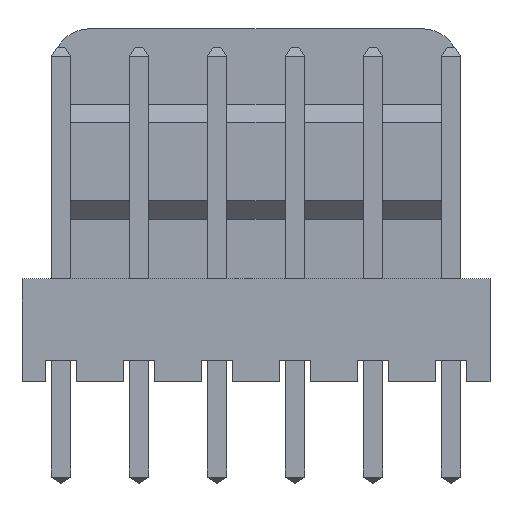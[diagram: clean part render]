
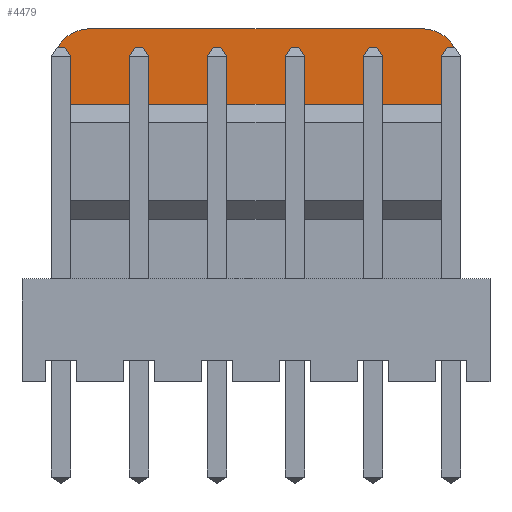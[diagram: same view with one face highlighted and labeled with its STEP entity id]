
A CAD part, top view. The second image highlights one B-rep face of the part: STEP entity #4479.
In plain terms, the highlighted planar face has unit normal (0, 0, 1).
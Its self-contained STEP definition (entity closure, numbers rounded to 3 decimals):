
#52 = VECTOR ( 'NONE', #5052, 1000. ) ;
#202 = LINE ( 'NONE', #1088, #52 ) ;
#316 = VECTOR ( 'NONE', #4813, 1000. ) ;
#689 = CARTESIAN_POINT ( 'NONE',  ( 6.62, 8.057, -1.902 ) ) ;
#790 = CARTESIAN_POINT ( 'NONE',  ( -5.42, 8.057, -1.902 ) ) ;
#791 = VERTEX_POINT ( 'NONE', #689 ) ;
#834 = FACE_OUTER_BOUND ( 'NONE', #2217, .T. ) ;
#1032 = DIRECTION ( 'NONE',  ( 0., 0., -1. ) ) ;
#1088 = CARTESIAN_POINT ( 'NONE',  ( 6.62, 9.257, -1.902 ) ) ;
#1292 = DIRECTION ( 'NONE',  ( -1., 0., 0. ) ) ;
#1310 = CARTESIAN_POINT ( 'NONE',  ( 0., 6.807, -1.902 ) ) ;
#1319 = CARTESIAN_POINT ( 'NONE',  ( 5.42, 9.257, -1.902 ) ) ;
#1390 = VERTEX_POINT ( 'NONE', #4320 ) ;
#1516 = CARTESIAN_POINT ( 'NONE',  ( -6.62, 8.057, -1.902 ) ) ;
#1735 = DIRECTION ( 'NONE',  ( 0., 0., -1. ) ) ;
#1891 = CARTESIAN_POINT ( 'NONE',  ( -6.62, 9.257, -1.902 ) ) ;
#1952 = EDGE_CURVE ( 'NONE', #5889, #791, #202, .T. ) ;
#2021 = PLANE ( 'NONE',  #4571 ) ;
#2099 = EDGE_CURVE ( 'NONE', #5469, #3513, #5425, .T. ) ;
#2176 = CARTESIAN_POINT ( 'NONE',  ( 0., 9.257, -1.902 ) ) ;
#2217 = EDGE_LOOP ( 'NONE', ( #2417, #2740, #6322, #2759, #5332, #3000 ) ) ;
#2417 = ORIENTED_EDGE ( 'NONE', *, *, #5742, .F. ) ;
#2618 = EDGE_CURVE ( 'NONE', #5889, #3513, #3687, .T. ) ;
#2740 = ORIENTED_EDGE ( 'NONE', *, *, #5634, .T. ) ;
#2743 = CIRCLE ( 'NONE', #5334, 1.2 ) ;
#2750 = VERTEX_POINT ( 'NONE', #1319 ) ;
#2759 = ORIENTED_EDGE ( 'NONE', *, *, #2099, .T. ) ;
#2803 = CARTESIAN_POINT ( 'NONE',  ( 6.62, 6.807, -1.902 ) ) ;
#3000 = ORIENTED_EDGE ( 'NONE', *, *, #1952, .T. ) ;
#3317 = CIRCLE ( 'NONE', #4497, 1.2 ) ;
#3408 = CARTESIAN_POINT ( 'NONE',  ( -6.62, 6.807, -1.902 ) ) ;
#3513 = VERTEX_POINT ( 'NONE', #3408 ) ;
#3687 = LINE ( 'NONE', #1310, #5680 ) ;
#3976 = CARTESIAN_POINT ( 'NONE',  ( 0., 9.257, -1.902 ) ) ;
#4096 = DIRECTION ( 'NONE',  ( -1., 0., 0. ) ) ;
#4227 = DIRECTION ( 'NONE',  ( 0., 0., -1. ) ) ;
#4320 = CARTESIAN_POINT ( 'NONE',  ( -5.42, 9.257, -1.902 ) ) ;
#4479 = ADVANCED_FACE ( 'NONE', ( #834 ), #2021, .F. ) ;
#4482 = DIRECTION ( 'NONE',  ( -1., 0., 0. ) ) ;
#4497 = AXIS2_PLACEMENT_3D ( 'NONE', #4671, #1735, #5163 ) ;
#4571 = AXIS2_PLACEMENT_3D ( 'NONE', #3976, #1032, #4482 ) ;
#4671 = CARTESIAN_POINT ( 'NONE',  ( 5.42, 8.057, -1.902 ) ) ;
#4813 = DIRECTION ( 'NONE',  ( 0., -1., 0. ) ) ;
#5052 = DIRECTION ( 'NONE',  ( 0., 1., 0. ) ) ;
#5105 = LINE ( 'NONE', #2176, #6237 ) ;
#5163 = DIRECTION ( 'NONE',  ( -1., 0., 0. ) ) ;
#5184 = EDGE_CURVE ( 'NONE', #5469, #1390, #2743, .T. ) ;
#5332 = ORIENTED_EDGE ( 'NONE', *, *, #2618, .F. ) ;
#5334 = AXIS2_PLACEMENT_3D ( 'NONE', #790, #4227, #1292 ) ;
#5425 = LINE ( 'NONE', #1891, #316 ) ;
#5469 = VERTEX_POINT ( 'NONE', #1516 ) ;
#5634 = EDGE_CURVE ( 'NONE', #2750, #1390, #5105, .T. ) ;
#5680 = VECTOR ( 'NONE', #5736, 1000. ) ;
#5736 = DIRECTION ( 'NONE',  ( -1., 0., 0. ) ) ;
#5742 = EDGE_CURVE ( 'NONE', #2750, #791, #3317, .T. ) ;
#5889 = VERTEX_POINT ( 'NONE', #2803 ) ;
#6237 = VECTOR ( 'NONE', #4096, 1000. ) ;
#6322 = ORIENTED_EDGE ( 'NONE', *, *, #5184, .F. ) ;
